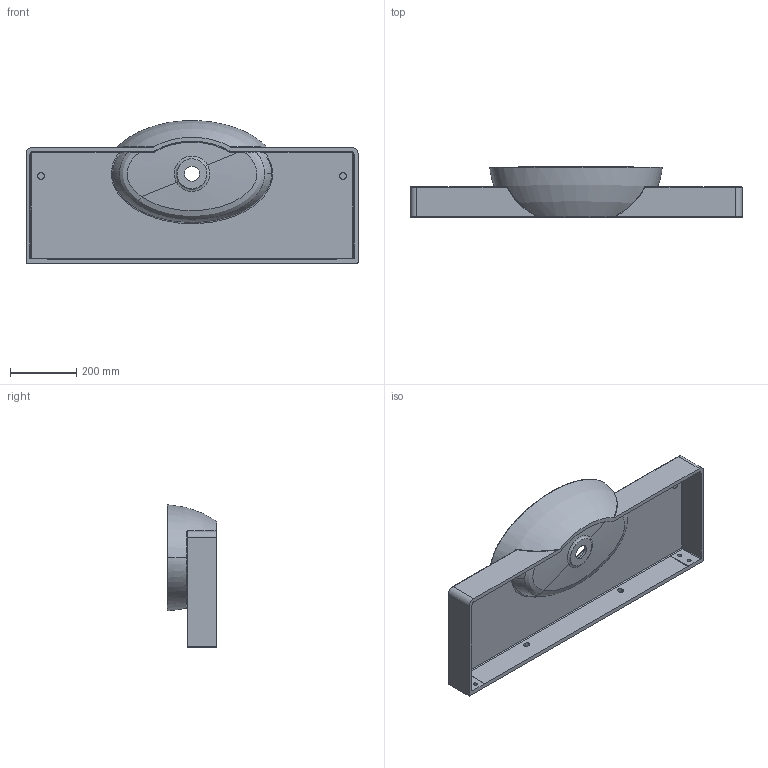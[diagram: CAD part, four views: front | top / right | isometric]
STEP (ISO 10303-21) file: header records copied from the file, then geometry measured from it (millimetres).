
FILE_DESCRIPTION (( 'STEP AP203' ), '1' );
FILE_NAME ('k4-b.STEP', '2013-07-23T01:00:58', ( 'Sky123.Org' ), ( 'Sky123.Org' ), 'SwSTEP 2.0', 'SolidWorks 2011', '' );
FILE_SCHEMA (( 'CONFIG_CONTROL_DESIGN' ));
Length unit declared in the file: millimetre
Products named in the file (1): k4-b
Bounding box: 1000 x 150 x 429.86 mm (x, y, z)
Volume: 8270256.2 mm3; surface area: 1350610.3 mm2
Topology: 1 solids, 1 shells, 116 faces, 302 edges, 187 vertices
Faces by surface type: bspline 49, cylinder 38, plane 23, cone 2, sphere 2, torus 2
Entity records: 12963 total; most frequent: CARTESIAN_POINT 10435, ORIENTED_EDGE 596, DIRECTION 390, EDGE_CURVE 298, VERTEX_POINT 187, AXIS2_PLACEMENT_3D 152, EDGE_LOOP 133, FACE_OUTER_BOUND 116
